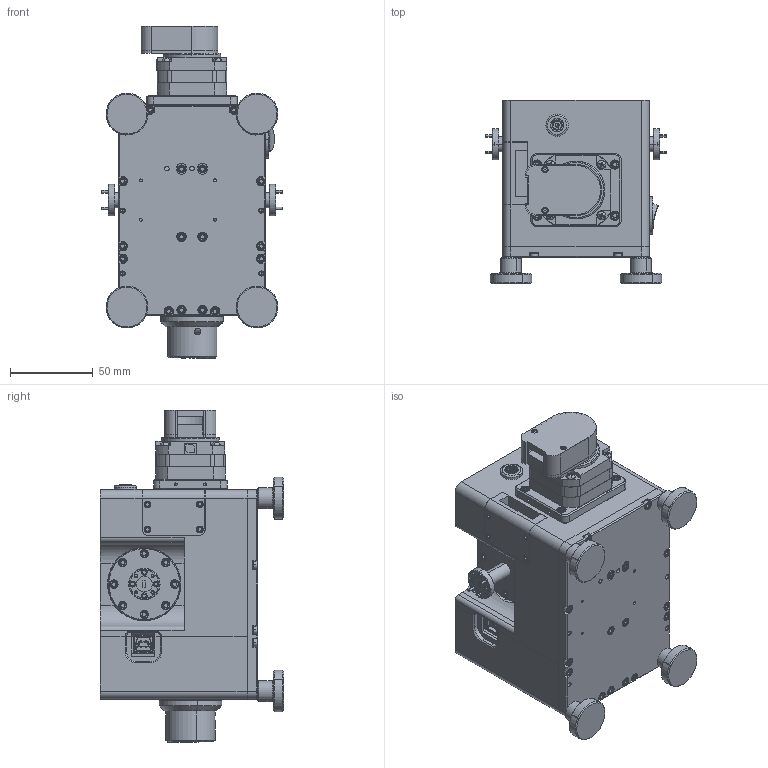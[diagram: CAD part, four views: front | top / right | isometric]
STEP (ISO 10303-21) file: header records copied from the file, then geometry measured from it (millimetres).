
FILE_DESCRIPTION (( 'STEP AP203' ), '1' );
FILE_NAME ('STA-60-15-S1.STEP', '2024-09-18T19:36:52', ( '' ), ( '' ), 'SwSTEP 2.0', 'SolidWorks 2021', '' );
FILE_SCHEMA (( 'CONFIG_CONTROL_DESIGN' ));
Length unit declared in the file: inch
Products named in the file (1): STA-60-15-S1
Bounding box: 109.35 x 111.12 x 201.01 mm (x, y, z)
Volume: 485718.9 mm3; surface area: 210422.1 mm2
Topology: 63 solids, 63 shells, 3217 faces, 7762 edges, 4773 vertices
Faces by surface type: plane 1421, cylinder 938, cone 743, torus 76, bspline 33, sphere 6
Entity records: 98925 total; most frequent: CARTESIAN_POINT 23248, DIRECTION 16124, ORIENTED_EDGE 15358, EDGE_CURVE 7679, AXIS2_PLACEMENT_3D 5958, VERTEX_POINT 4771, VECTOR 4208, LINE 4208
